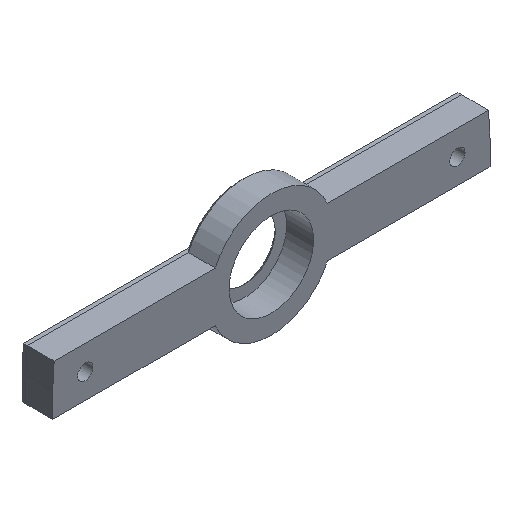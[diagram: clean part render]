
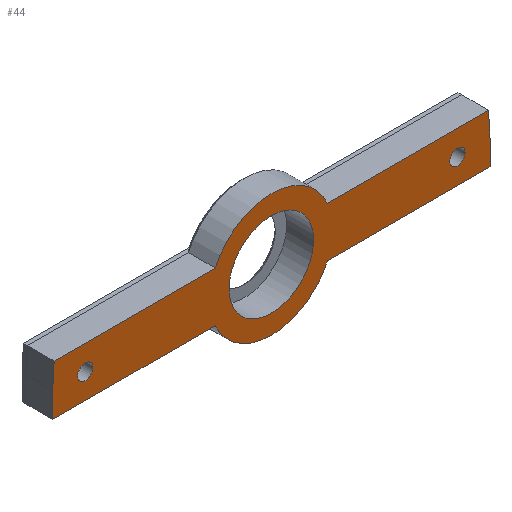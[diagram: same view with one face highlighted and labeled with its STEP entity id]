
A CAD part, isometric view. The second image highlights one B-rep face of the part: STEP entity #44.
In plain terms, the highlighted planar face has unit normal (0, -1, 0).
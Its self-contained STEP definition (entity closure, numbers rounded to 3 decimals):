
#17=FACE_BOUND('',#106,.T.);
#18=FACE_BOUND('',#107,.T.);
#19=FACE_BOUND('',#108,.T.);
#44=ADVANCED_FACE('',(#73,#17,#18,#19),#446,.T.);
#73=FACE_OUTER_BOUND('',#105,.T.);
#105=EDGE_LOOP('',(#216,#217,#218,#219,#220,#221,#222,#223,#224,#225));
#106=EDGE_LOOP('',(#226));
#107=EDGE_LOOP('',(#227));
#108=EDGE_LOOP('',(#228));
#216=ORIENTED_EDGE('',*,*,#282,.F.);
#217=ORIENTED_EDGE('',*,*,#289,.F.);
#218=ORIENTED_EDGE('',*,*,#303,.F.);
#219=ORIENTED_EDGE('',*,*,#299,.F.);
#220=ORIENTED_EDGE('',*,*,#300,.F.);
#221=ORIENTED_EDGE('',*,*,#287,.F.);
#222=ORIENTED_EDGE('',*,*,#285,.F.);
#223=ORIENTED_EDGE('',*,*,#311,.F.);
#224=ORIENTED_EDGE('',*,*,#307,.F.);
#225=ORIENTED_EDGE('',*,*,#308,.F.);
#226=ORIENTED_EDGE('',*,*,#290,.F.);
#227=ORIENTED_EDGE('',*,*,#292,.F.);
#228=ORIENTED_EDGE('',*,*,#294,.F.);
#282=EDGE_CURVE('',#405,#415,#360,.T.);
#285=EDGE_CURVE('',#406,#407,#363,.T.);
#287=EDGE_CURVE('',#407,#412,#365,.T.);
#289=EDGE_CURVE('',#408,#405,#367,.T.);
#290=EDGE_CURVE('',#409,#409,#368,.T.);
#292=EDGE_CURVE('',#410,#410,#370,.T.);
#294=EDGE_CURVE('',#411,#411,#372,.T.);
#299=EDGE_CURVE('',#414,#413,#328,.T.);
#300=EDGE_CURVE('',#412,#414,#329,.T.);
#303=EDGE_CURVE('',#413,#408,#375,.T.);
#307=EDGE_CURVE('',#417,#416,#333,.T.);
#308=EDGE_CURVE('',#415,#417,#334,.T.);
#311=EDGE_CURVE('',#416,#406,#378,.T.);
#328=B_SPLINE_CURVE_WITH_KNOTS('',3,(#988,#989,#990,#991),.UNSPECIFIED.,
 .F.,.F.,(4,4),(0.,6.545),.UNSPECIFIED.);
#329=B_SPLINE_CURVE_WITH_KNOTS('',1,(#992,#993),.UNSPECIFIED.,.F.,.F.,(2,
2),(-6.5,0.),.UNSPECIFIED.);
#333=B_SPLINE_CURVE_WITH_KNOTS('',1,(#1009,#1010),.UNSPECIFIED.,.F.,.F.,
(2,2),(0.,6.5),.UNSPECIFIED.);
#334=B_SPLINE_CURVE_WITH_KNOTS('',3,(#1011,#1012,#1013,#1014),
 .UNSPECIFIED.,.F.,.F.,(4,4),(14.,20.545),
 .UNSPECIFIED.);
#360=(
BOUNDED_CURVE()
B_SPLINE_CURVE(2,(#918,#919,#920),.UNSPECIFIED.,.F.,.F.)
B_SPLINE_CURVE_WITH_KNOTS((3,3),(230.475,272.483),
 .UNSPECIFIED.)
CURVE()
GEOMETRIC_REPRESENTATION_ITEM()
RATIONAL_B_SPLINE_CURVE((1.,1.,1.))
REPRESENTATION_ITEM('')
);
#363=(
BOUNDED_CURVE()
B_SPLINE_CURVE(2,(#925,#926,#927,#928,#929),.UNSPECIFIED.,.F.,.F.)
B_SPLINE_CURVE_WITH_KNOTS((3,2,3),(330.235,348.674,367.113),
 .UNSPECIFIED.)
CURVE()
GEOMETRIC_REPRESENTATION_ITEM()
RATIONAL_B_SPLINE_CURVE((1.,0.839,1.,0.839,1.))
REPRESENTATION_ITEM('')
);
#365=(
BOUNDED_CURVE()
B_SPLINE_CURVE(2,(#932,#933,#934),.UNSPECIFIED.,.F.,.F.)
B_SPLINE_CURVE_WITH_KNOTS((3,3),(367.113,409.493),
 .UNSPECIFIED.)
CURVE()
GEOMETRIC_REPRESENTATION_ITEM()
RATIONAL_B_SPLINE_CURVE((1.,1.,1.))
REPRESENTATION_ITEM('')
);
#367=(
BOUNDED_CURVE()
B_SPLINE_CURVE(2,(#937,#938,#939,#940,#941),.UNSPECIFIED.,.F.,.F.)
B_SPLINE_CURVE_WITH_KNOTS((3,2,3),(466.873,485.312,503.751),
 .UNSPECIFIED.)
CURVE()
GEOMETRIC_REPRESENTATION_ITEM()
RATIONAL_B_SPLINE_CURVE((1.,0.839,1.,0.839,1.))
REPRESENTATION_ITEM('')
);
#368=(
BOUNDED_CURVE()
B_SPLINE_CURVE(2,(#942,#943,#944,#945,#946,#947,#948,#949,#950),
 .UNSPECIFIED.,.T.,.F.)
B_SPLINE_CURVE_WITH_KNOTS((3,2,2,2,3),(503.751,506.893,
510.035,513.176,516.318),.UNSPECIFIED.)
CURVE()
GEOMETRIC_REPRESENTATION_ITEM()
RATIONAL_B_SPLINE_CURVE((1.,0.707,1.,0.707,1.,0.707,
1.,0.707,1.))
REPRESENTATION_ITEM('')
);
#370=(
BOUNDED_CURVE()
B_SPLINE_CURVE(2,(#953,#954,#955,#956,#957,#958,#959,#960,#961),
 .UNSPECIFIED.,.T.,.F.)
B_SPLINE_CURVE_WITH_KNOTS((3,2,2,2,3),(516.318,519.459,
522.601,525.743,528.884),.UNSPECIFIED.)
CURVE()
GEOMETRIC_REPRESENTATION_ITEM()
RATIONAL_B_SPLINE_CURVE((1.,0.707,1.,0.707,1.,0.707,
1.,0.707,1.))
REPRESENTATION_ITEM('')
);
#372=(
BOUNDED_CURVE()
B_SPLINE_CURVE(2,(#964,#965,#966,#967,#968,#969,#970,#971,#972),
 .UNSPECIFIED.,.T.,.F.)
B_SPLINE_CURVE_WITH_KNOTS((3,2,2,2,3),(528.884,546.163,
563.442,580.72,597.999),.UNSPECIFIED.)
CURVE()
GEOMETRIC_REPRESENTATION_ITEM()
RATIONAL_B_SPLINE_CURVE((1.,0.707,1.,0.707,1.,0.707,
1.,0.707,1.))
REPRESENTATION_ITEM('')
);
#375=(
BOUNDED_CURVE()
B_SPLINE_CURVE(2,(#1000,#1001,#1002),.UNSPECIFIED.,.F.,.F.)
B_SPLINE_CURVE_WITH_KNOTS((3,3),(424.865,466.873),
 .UNSPECIFIED.)
CURVE()
GEOMETRIC_REPRESENTATION_ITEM()
RATIONAL_B_SPLINE_CURVE((1.,1.,1.))
REPRESENTATION_ITEM('')
);
#378=(
BOUNDED_CURVE()
B_SPLINE_CURVE(2,(#1021,#1022,#1023),.UNSPECIFIED.,.F.,.F.)
B_SPLINE_CURVE_WITH_KNOTS((3,3),(287.855,330.235),
 .UNSPECIFIED.)
CURVE()
GEOMETRIC_REPRESENTATION_ITEM()
RATIONAL_B_SPLINE_CURVE((1.,1.,1.))
REPRESENTATION_ITEM('')
);
#405=VERTEX_POINT('',#716);
#406=VERTEX_POINT('',#717);
#407=VERTEX_POINT('',#718);
#408=VERTEX_POINT('',#719);
#409=VERTEX_POINT('',#720);
#410=VERTEX_POINT('',#721);
#411=VERTEX_POINT('',#722);
#412=VERTEX_POINT('',#723);
#413=VERTEX_POINT('',#724);
#414=VERTEX_POINT('',#725);
#415=VERTEX_POINT('',#726);
#416=VERTEX_POINT('',#727);
#417=VERTEX_POINT('',#728);
#446=PLANE('',#552);
#552=AXIS2_PLACEMENT_3D('',#660,#573,$);
#573=DIRECTION('',(0.,-1.,0.));
#660=CARTESIAN_POINT('',(72.5,169.,372.));
#716=CARTESIAN_POINT('',(14.62,169.,398.5));
#717=CARTESIAN_POINT('',(14.62,169.,385.5));
#718=CARTESIAN_POINT('',(-14.62,169.,385.5));
#719=CARTESIAN_POINT('',(-14.62,169.,398.5));
#720=CARTESIAN_POINT('',(-46.5,169.,392.));
#721=CARTESIAN_POINT('',(46.5,169.,392.));
#722=CARTESIAN_POINT('',(-10.997,169.,392.246));
#723=CARTESIAN_POINT('',(-57.,169.,385.5));
#724=CARTESIAN_POINT('',(-56.628,169.,398.5));
#725=CARTESIAN_POINT('',(-57.,169.,392.));
#726=CARTESIAN_POINT('',(56.628,169.,398.5));
#727=CARTESIAN_POINT('',(57.,169.,385.5));
#728=CARTESIAN_POINT('',(57.,169.,392.));
#918=CARTESIAN_POINT('',(14.62,169.,398.5));
#919=CARTESIAN_POINT('',(35.624,169.,398.5));
#920=CARTESIAN_POINT('',(56.628,169.,398.5));
#925=CARTESIAN_POINT('',(14.62,169.,385.5));
#926=CARTESIAN_POINT('',(10.397,169.,376.));
#927=CARTESIAN_POINT('',(0.,169.,376.));
#928=CARTESIAN_POINT('',(-10.397,169.,376.));
#929=CARTESIAN_POINT('',(-14.62,169.,385.5));
#932=CARTESIAN_POINT('',(-14.62,169.,385.5));
#933=CARTESIAN_POINT('',(-35.81,169.,385.5));
#934=CARTESIAN_POINT('',(-57.,169.,385.5));
#937=CARTESIAN_POINT('',(-14.62,169.,398.5));
#938=CARTESIAN_POINT('',(-10.397,169.,408.));
#939=CARTESIAN_POINT('',(0.,169.,408.));
#940=CARTESIAN_POINT('',(10.397,169.,408.));
#941=CARTESIAN_POINT('',(14.62,169.,398.5));
#942=CARTESIAN_POINT('',(-46.5,169.,392.));
#943=CARTESIAN_POINT('',(-46.5,169.,394.));
#944=CARTESIAN_POINT('',(-48.5,169.,394.));
#945=CARTESIAN_POINT('',(-50.5,169.,394.));
#946=CARTESIAN_POINT('',(-50.5,169.,392.));
#947=CARTESIAN_POINT('',(-50.5,169.,390.));
#948=CARTESIAN_POINT('',(-48.5,169.,390.));
#949=CARTESIAN_POINT('',(-46.5,169.,390.));
#950=CARTESIAN_POINT('',(-46.5,169.,392.));
#953=CARTESIAN_POINT('',(46.5,169.,392.));
#954=CARTESIAN_POINT('',(46.5,169.,390.));
#955=CARTESIAN_POINT('',(48.5,169.,390.));
#956=CARTESIAN_POINT('',(50.5,169.,390.));
#957=CARTESIAN_POINT('',(50.5,169.,392.));
#958=CARTESIAN_POINT('',(50.5,169.,394.));
#959=CARTESIAN_POINT('',(48.5,169.,394.));
#960=CARTESIAN_POINT('',(46.5,169.,394.));
#961=CARTESIAN_POINT('',(46.5,169.,392.));
#964=CARTESIAN_POINT('',(-10.997,169.,392.246));
#965=CARTESIAN_POINT('',(-11.243,169.,381.248));
#966=CARTESIAN_POINT('',(-0.246,169.,381.003));
#967=CARTESIAN_POINT('',(10.752,169.,380.757));
#968=CARTESIAN_POINT('',(10.997,169.,391.754));
#969=CARTESIAN_POINT('',(11.243,169.,402.752));
#970=CARTESIAN_POINT('',(0.246,169.,402.997));
#971=CARTESIAN_POINT('',(-10.752,169.,403.243));
#972=CARTESIAN_POINT('',(-10.997,169.,392.246));
#988=CARTESIAN_POINT('',(-57.,169.,392.));
#989=CARTESIAN_POINT('',(-57.,169.,394.176));
#990=CARTESIAN_POINT('',(-56.875,169.,396.346));
#991=CARTESIAN_POINT('',(-56.628,169.,398.5));
#992=CARTESIAN_POINT('',(-57.,169.,385.5));
#993=CARTESIAN_POINT('',(-57.,169.,392.));
#1000=CARTESIAN_POINT('',(-56.628,169.,398.5));
#1001=CARTESIAN_POINT('',(-35.624,169.,398.5));
#1002=CARTESIAN_POINT('',(-14.62,169.,398.5));
#1009=CARTESIAN_POINT('',(57.,169.,392.));
#1010=CARTESIAN_POINT('',(57.,169.,385.5));
#1011=CARTESIAN_POINT('',(56.628,169.,398.5));
#1012=CARTESIAN_POINT('',(56.875,169.,396.346));
#1013=CARTESIAN_POINT('',(57.,169.,394.176));
#1014=CARTESIAN_POINT('',(57.,169.,392.));
#1021=CARTESIAN_POINT('',(57.,169.,385.5));
#1022=CARTESIAN_POINT('',(35.81,169.,385.5));
#1023=CARTESIAN_POINT('',(14.62,169.,385.5));
